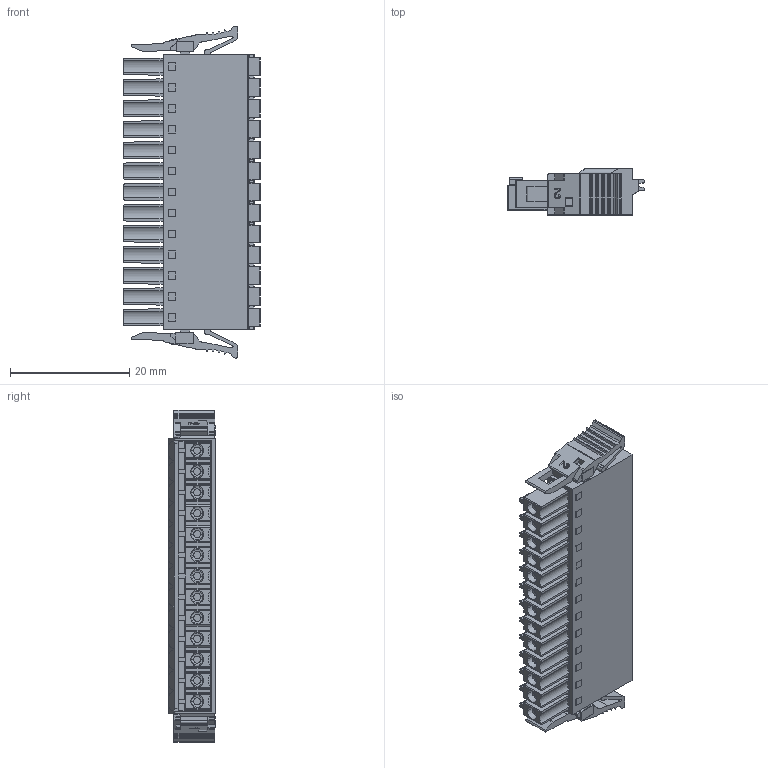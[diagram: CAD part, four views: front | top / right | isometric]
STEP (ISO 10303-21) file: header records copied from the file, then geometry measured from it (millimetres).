
FILE_DESCRIPTION((''),'2;1');
FILE_NAME('TLPSL-007-13P-X','2024-09-27T',('sheji'),(''),'PRO/ENGINEER BY PARAMETRIC TECHNOLOGY CORPORATION, 2015240','PRO/ENGINEER BY PARAMETRIC TECHNOLOGY CORPORATION, 2015240','');
FILE_SCHEMA(('CONFIG_CONTROL_DESIGN'));
Length unit declared in the file: millimetre
Products named in the file (1): TLPSL-007-13P-X
Bounding box: 22.9 x 7.75 x 55.6 mm (x, y, z)
Volume: 5720.5 mm3; surface area: 5676.1 mm2
Topology: 1 solids, 12 shells, 1666 faces, 4514 edges, 2949 vertices
Faces by surface type: plane 1028, cylinder 488, cone 104, torus 26, extrusion 20
Entity records: 53206 total; most frequent: CARTESIAN_POINT 10781, ORIENTED_EDGE 9028, DIRECTION 8551, EDGE_CURVE 4514, VECTOR 3239, LINE 3219, VERTEX_POINT 2949, AXIS2_PLACEMENT_3D 2656
